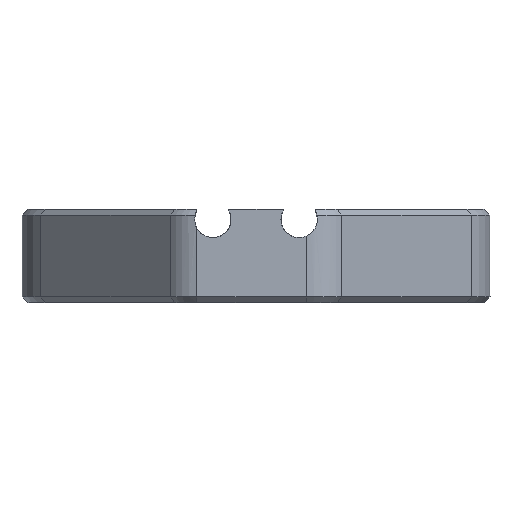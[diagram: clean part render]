
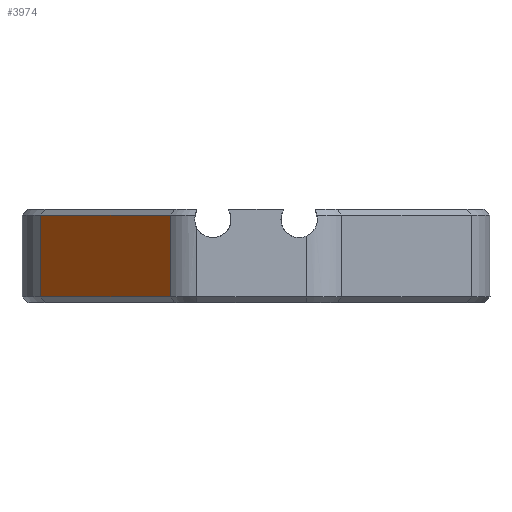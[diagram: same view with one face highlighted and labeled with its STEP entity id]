
A CAD part, front view. The second image highlights one B-rep face of the part: STEP entity #3974.
In plain terms, the highlighted planar face has unit normal (-0.758, -0.652, 0).
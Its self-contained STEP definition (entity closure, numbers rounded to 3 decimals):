
#248=PLANE('',#4232);
#439=FACE_OUTER_BOUND('',#671,.T.);
#671=EDGE_LOOP('',(#3359,#3360,#3361,#3362));
#1004=LINE('',#7041,#1355);
#1016=LINE('',#7098,#1367);
#1017=LINE('',#7102,#1368);
#1018=LINE('',#7103,#1369);
#1355=VECTOR('',#4888,10.);
#1367=VECTOR('',#4926,10.);
#1368=VECTOR('',#4931,10.);
#1369=VECTOR('',#4932,10.);
#1903=VERTEX_POINT('',#7035);
#1904=VERTEX_POINT('',#7039);
#1915=VERTEX_POINT('',#7097);
#1916=VERTEX_POINT('',#7101);
#2416=EDGE_CURVE('',#1903,#1904,#1004,.T.);
#2435=EDGE_CURVE('',#1915,#1904,#1016,.T.);
#2437=EDGE_CURVE('',#1916,#1903,#1017,.T.);
#2438=EDGE_CURVE('',#1915,#1916,#1018,.T.);
#3359=ORIENTED_EDGE('',*,*,#2416,.F.);
#3360=ORIENTED_EDGE('',*,*,#2437,.F.);
#3361=ORIENTED_EDGE('',*,*,#2438,.F.);
#3362=ORIENTED_EDGE('',*,*,#2435,.T.);
#3974=ADVANCED_FACE('',(#439),#248,.F.);
#4232=AXIS2_PLACEMENT_3D('',#7100,#4929,#4930);
#4888=DIRECTION('',(-0.652,0.758,0.));
#4926=DIRECTION('',(0.,0.,-1.));
#4929=DIRECTION('center_axis',(0.758,0.652,0.));
#4930=DIRECTION('ref_axis',(0.652,-0.758,0.));
#4931=DIRECTION('',(0.,0.,-1.));
#4932=DIRECTION('',(0.652,-0.758,0.));
#7035=CARTESIAN_POINT('',(125.421,260.554,340.613));
#7039=CARTESIAN_POINT('',(114.328,273.445,340.613));
#7041=CARTESIAN_POINT('',(113.865,273.983,340.613));
#7097=CARTESIAN_POINT('',(114.328,273.445,347.613));
#7098=CARTESIAN_POINT('',(114.328,273.445,348.113));
#7100=CARTESIAN_POINT('Origin',(114.328,273.445,348.113));
#7101=CARTESIAN_POINT('',(125.421,260.554,347.613));
#7102=CARTESIAN_POINT('',(125.421,260.554,348.113));
#7103=CARTESIAN_POINT('',(113.865,273.983,347.613));
